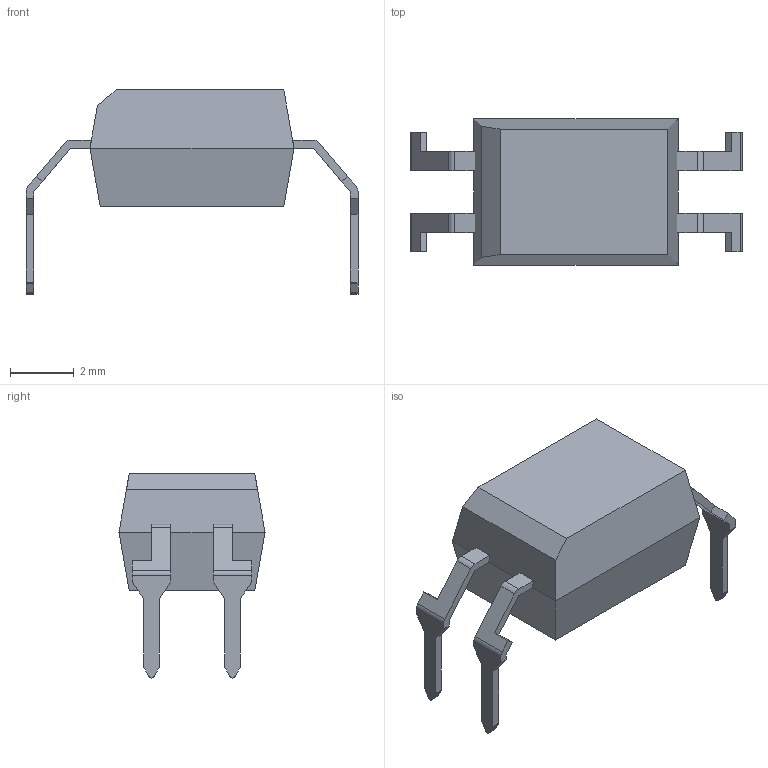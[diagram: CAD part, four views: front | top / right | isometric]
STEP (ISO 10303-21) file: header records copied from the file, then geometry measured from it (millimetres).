
FILE_DESCRIPTION(('STEP AP214'),'1');
FILE_NAME('DIP4(LF2).stp','2019-01-21T22:25:34',(' '),(' '),'Spatial InterOp 3D',' ',' ');
FILE_SCHEMA(('AUTOMOTIVE_DESIGN { 1 0 10303 214 1 1 1 1 }'));
Length unit declared in the file: metre
Products named in the file (6): DIP4(LF2); Component1; Component2; Component3; Component4; Component5
Assembly tree (5 placements, depth 2):
  DIP4(LF2)
    Component1
    Component2
    Component3
    Component4
    Component5
Bounding box: 10.41 x 4.58 x 6.4 mm (x, y, z)
Volume: 97.8 mm3; surface area: 163.8 mm2
Topology: 5 solids, 5 shells, 103 faces, 275 edges, 182 vertices
Faces by surface type: plane 79, cylinder 24
Entity records: 4178 total; most frequent: CARTESIAN_POINT 566, ORIENTED_EDGE 550, DIRECTION 541, EDGE_CURVE 275, LINE 227, VECTOR 227, VERTEX_POINT 182, AXIS2_PLACEMENT_3D 157
